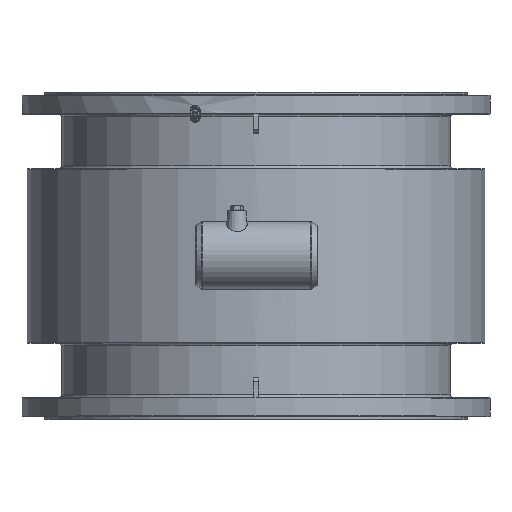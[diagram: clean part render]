
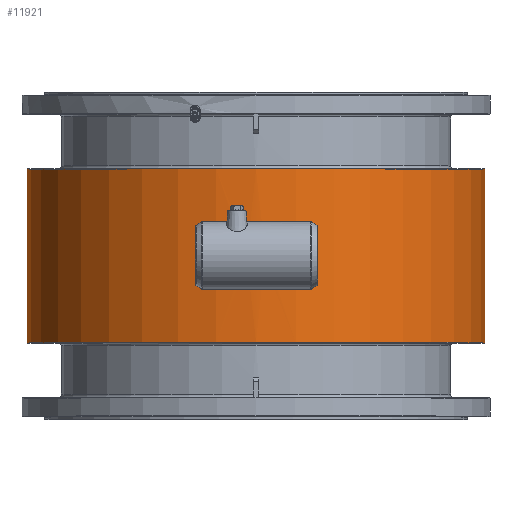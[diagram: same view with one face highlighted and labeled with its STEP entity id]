
A CAD part, top view. The second image highlights one B-rep face of the part: STEP entity #11921.
In plain terms, the highlighted cylindrical face has radius 420 mm (diameter 840 mm), a full revolution.
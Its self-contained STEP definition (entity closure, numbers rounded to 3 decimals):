
#1027=B_SPLINE_CURVE_WITH_KNOTS('',3,(#28669,#28670,#28671,#28672,#28673,
#28674,#28675,#28676,#28677,#28678,#28679,#28680,#28681,#28682,#28683,#28684,
#28685,#28686,#28687,#28688,#28689,#28690,#28691,#28692,#28693,#28694,#28695,
#28696,#28697,#28698,#28699,#28700,#28701,#28702,#28703),.UNSPECIFIED.,
 .F.,.F.,(4,2,2,2,2,2,2,2,3,2,2,2,2,2,2,2,4),(-3.165,-2.769,
-2.374,-1.978,-1.582,-1.187,
-0.791,-0.396,0.,0.396,0.791,
1.187,1.582,1.978,2.374,2.769,
3.165),.UNSPECIFIED.);
#1028=B_SPLINE_CURVE_WITH_KNOTS('',3,(#28704,#28705,#28706,#28707,#28708,
#28709,#28710,#28711,#28712,#28713,#28714,#28715,#28716,#28717,#28718,#28719,
#28720,#28721,#28722,#28723,#28724,#28725,#28726,#28727,#28728,#28729,#28730,
#28731,#28732,#28733,#28734,#28735,#28736,#28737),.UNSPECIFIED.,.F.,.F.,
(4,2,2,2,2,2,2,2,2,2,2,2,2,2,2,2,4),(3.165,3.56,
3.956,4.352,4.747,5.143,5.538,
5.934,6.329,6.725,7.121,7.516,
7.912,8.307,8.703,9.099,9.494),
 .UNSPECIFIED.);
#1629=LINE('',#28666,#2305);
#2305=VECTOR('',#14631,420.);
#2779=CYLINDRICAL_SURFACE('',#12867,420.);
#2996=FACE_BOUND('',#4127,.T.);
#3311=FACE_OUTER_BOUND('',#4126,.T.);
#4126=EDGE_LOOP('',(#9395,#9396,#9397,#9398));
#4127=EDGE_LOOP('',(#9399,#9400));
#4873=CIRCLE('',#12864,420.);
#4876=CIRCLE('',#12868,420.);
#5612=VERTEX_POINT('',#28658);
#5614=VERTEX_POINT('',#28664);
#5615=VERTEX_POINT('',#28667);
#5616=VERTEX_POINT('',#28668);
#6996=EDGE_CURVE('',#5612,#5612,#4873,.T.);
#6999=EDGE_CURVE('',#5614,#5614,#4876,.T.);
#7000=EDGE_CURVE('',#5614,#5612,#1629,.T.);
#7001=EDGE_CURVE('',#5615,#5616,#1027,.T.);
#7002=EDGE_CURVE('',#5616,#5615,#1028,.T.);
#9395=ORIENTED_EDGE('',*,*,#6999,.F.);
#9396=ORIENTED_EDGE('',*,*,#7000,.T.);
#9397=ORIENTED_EDGE('',*,*,#6996,.F.);
#9398=ORIENTED_EDGE('',*,*,#7000,.F.);
#9399=ORIENTED_EDGE('',*,*,#7001,.T.);
#9400=ORIENTED_EDGE('',*,*,#7002,.T.);
#11921=ADVANCED_FACE('',(#3311,#2996),#2779,.T.);
#12864=AXIS2_PLACEMENT_3D('',#28659,#14621,#14622);
#12867=AXIS2_PLACEMENT_3D('',#28663,#14627,#14628);
#12868=AXIS2_PLACEMENT_3D('',#28665,#14629,#14630);
#14621=DIRECTION('center_axis',(0.,0.,
1.));
#14622=DIRECTION('ref_axis',(0.,1.,0.));
#14627=DIRECTION('center_axis',(0.,0.,
-1.));
#14628=DIRECTION('ref_axis',(0.,-1.,0.));
#14629=DIRECTION('center_axis',(0.,0.,
-1.));
#14630=DIRECTION('ref_axis',(0.,1.,0.));
#14631=DIRECTION('',(0.,0.,1.));
#28658=CARTESIAN_POINT('',(95.,1030.25,159.));
#28659=CARTESIAN_POINT('Origin',(95.,610.25,159.));
#28663=CARTESIAN_POINT('Origin',(95.,610.25,0.));
#28664=CARTESIAN_POINT('',(95.,1030.25,-159.));
#28665=CARTESIAN_POINT('Origin',(95.,610.25,-159.));
#28666=CARTESIAN_POINT('',(95.,1030.25,0.));
#28667=CARTESIAN_POINT('',(95.,190.25,21.));
#28668=CARTESIAN_POINT('',(95.,190.25,-21.));
#28669=CARTESIAN_POINT('Ctrl Pts',(95.,190.25,21.));
#28670=CARTESIAN_POINT('Ctrl Pts',(96.319,190.25,21.));
#28671=CARTESIAN_POINT('Ctrl Pts',(97.682,190.256,20.874));
#28672=CARTESIAN_POINT('Ctrl Pts',(100.395,190.282,20.342));
#28673=CARTESIAN_POINT('Ctrl Pts',(101.744,190.302,19.937));
#28674=CARTESIAN_POINT('Ctrl Pts',(104.33,190.352,18.865));
#28675=CARTESIAN_POINT('Ctrl Pts',(105.571,190.381,18.198));
#28676=CARTESIAN_POINT('Ctrl Pts',(107.864,190.445,16.656));
#28677=CARTESIAN_POINT('Ctrl Pts',(108.917,190.48,15.781));
#28678=CARTESIAN_POINT('Ctrl Pts',(110.781,190.546,13.917));
#28679=CARTESIAN_POINT('Ctrl Pts',(111.656,190.58,12.864));
#28680=CARTESIAN_POINT('Ctrl Pts',(113.198,190.644,10.571));
#28681=CARTESIAN_POINT('Ctrl Pts',(113.865,190.674,9.33));
#28682=CARTESIAN_POINT('Ctrl Pts',(114.937,190.723,6.744));
#28683=CARTESIAN_POINT('Ctrl Pts',(115.342,190.743,5.395));
#28684=CARTESIAN_POINT('Ctrl Pts',(115.874,190.769,2.682));
#28685=CARTESIAN_POINT('Ctrl Pts',(116.,190.775,1.319));
#28686=CARTESIAN_POINT('Ctrl Pts',(116.,190.775,0.));
#28687=CARTESIAN_POINT('Ctrl Pts',(116.,190.775,-1.319));
#28688=CARTESIAN_POINT('Ctrl Pts',(115.874,190.769,-2.682));
#28689=CARTESIAN_POINT('Ctrl Pts',(115.342,190.743,-5.395));
#28690=CARTESIAN_POINT('Ctrl Pts',(114.937,190.723,-6.744));
#28691=CARTESIAN_POINT('Ctrl Pts',(113.865,190.674,-9.33));
#28692=CARTESIAN_POINT('Ctrl Pts',(113.198,190.644,-10.571));
#28693=CARTESIAN_POINT('Ctrl Pts',(111.656,190.58,-12.864));
#28694=CARTESIAN_POINT('Ctrl Pts',(110.781,190.546,-13.917));
#28695=CARTESIAN_POINT('Ctrl Pts',(108.917,190.48,-15.781));
#28696=CARTESIAN_POINT('Ctrl Pts',(107.864,190.445,-16.656));
#28697=CARTESIAN_POINT('Ctrl Pts',(105.571,190.381,-18.198));
#28698=CARTESIAN_POINT('Ctrl Pts',(104.33,190.352,-18.865));
#28699=CARTESIAN_POINT('Ctrl Pts',(101.744,190.302,-19.937));
#28700=CARTESIAN_POINT('Ctrl Pts',(100.395,190.282,-20.342));
#28701=CARTESIAN_POINT('Ctrl Pts',(97.682,190.256,-20.874));
#28702=CARTESIAN_POINT('Ctrl Pts',(96.319,190.25,-21.));
#28703=CARTESIAN_POINT('Ctrl Pts',(95.,190.25,-21.));
#28704=CARTESIAN_POINT('Ctrl Pts',(95.,190.25,-21.));
#28705=CARTESIAN_POINT('Ctrl Pts',(93.681,190.25,-21.));
#28706=CARTESIAN_POINT('Ctrl Pts',(92.318,190.256,-20.874));
#28707=CARTESIAN_POINT('Ctrl Pts',(89.605,190.282,-20.342));
#28708=CARTESIAN_POINT('Ctrl Pts',(88.256,190.302,-19.937));
#28709=CARTESIAN_POINT('Ctrl Pts',(85.67,190.352,-18.865));
#28710=CARTESIAN_POINT('Ctrl Pts',(84.429,190.381,-18.198));
#28711=CARTESIAN_POINT('Ctrl Pts',(82.136,190.445,-16.656));
#28712=CARTESIAN_POINT('Ctrl Pts',(81.083,190.48,-15.781));
#28713=CARTESIAN_POINT('Ctrl Pts',(79.219,190.546,-13.917));
#28714=CARTESIAN_POINT('Ctrl Pts',(78.344,190.58,-12.864));
#28715=CARTESIAN_POINT('Ctrl Pts',(76.802,190.644,-10.571));
#28716=CARTESIAN_POINT('Ctrl Pts',(76.135,190.674,-9.33));
#28717=CARTESIAN_POINT('Ctrl Pts',(75.063,190.723,-6.744));
#28718=CARTESIAN_POINT('Ctrl Pts',(74.658,190.743,-5.395));
#28719=CARTESIAN_POINT('Ctrl Pts',(74.126,190.769,-2.682));
#28720=CARTESIAN_POINT('Ctrl Pts',(74.,190.775,-1.319));
#28721=CARTESIAN_POINT('Ctrl Pts',(74.,190.775,1.319));
#28722=CARTESIAN_POINT('Ctrl Pts',(74.126,190.769,2.682));
#28723=CARTESIAN_POINT('Ctrl Pts',(74.658,190.743,5.395));
#28724=CARTESIAN_POINT('Ctrl Pts',(75.063,190.723,6.744));
#28725=CARTESIAN_POINT('Ctrl Pts',(76.135,190.674,9.33));
#28726=CARTESIAN_POINT('Ctrl Pts',(76.802,190.644,10.571));
#28727=CARTESIAN_POINT('Ctrl Pts',(78.344,190.58,12.864));
#28728=CARTESIAN_POINT('Ctrl Pts',(79.219,190.546,13.917));
#28729=CARTESIAN_POINT('Ctrl Pts',(81.083,190.48,15.781));
#28730=CARTESIAN_POINT('Ctrl Pts',(82.136,190.445,16.656));
#28731=CARTESIAN_POINT('Ctrl Pts',(84.429,190.381,18.198));
#28732=CARTESIAN_POINT('Ctrl Pts',(85.67,190.352,18.865));
#28733=CARTESIAN_POINT('Ctrl Pts',(88.256,190.302,19.937));
#28734=CARTESIAN_POINT('Ctrl Pts',(89.605,190.282,20.342));
#28735=CARTESIAN_POINT('Ctrl Pts',(92.318,190.256,20.874));
#28736=CARTESIAN_POINT('Ctrl Pts',(93.681,190.25,21.));
#28737=CARTESIAN_POINT('Ctrl Pts',(95.,190.25,21.));
